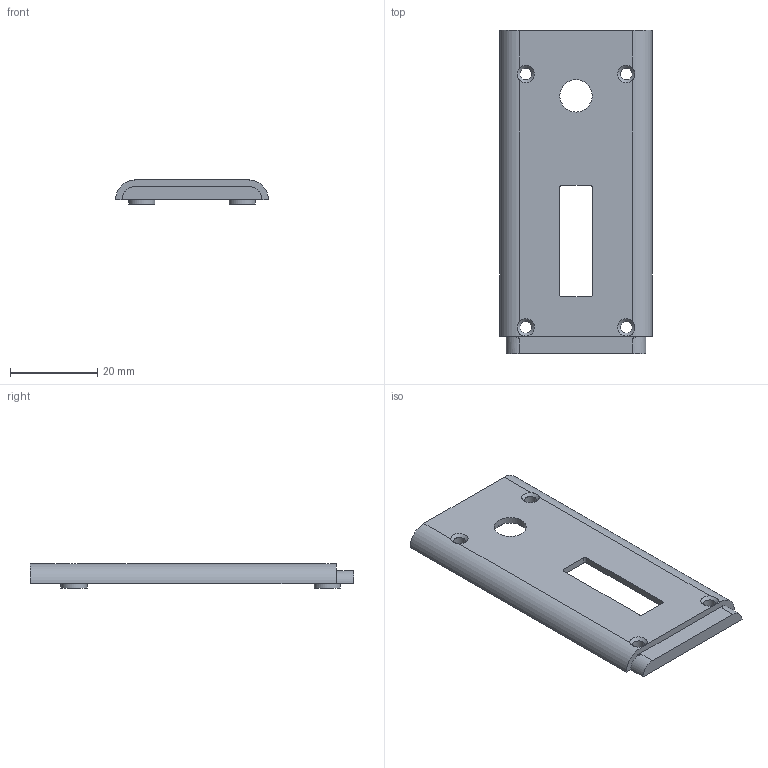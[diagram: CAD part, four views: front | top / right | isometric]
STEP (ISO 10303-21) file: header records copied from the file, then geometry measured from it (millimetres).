
FILE_DESCRIPTION(/* description */ (''),/* implementation_level */ '2;1');
FILE_NAME(/* name */ 'faceplate.stp',/* time_stamp */ '2024-07-29T22:44:26-07:00',/* author */ ('devan'),/* organization */ (''),/* preprocessor_version */ 'ST-DEVELOPER v20',/* originating_system */ 'Autodesk Inventor 2024',/* authorisation */ '');
FILE_SCHEMA (('AUTOMOTIVE_DESIGN { 1 0 10303 214 3 1 1 }'));
Length unit declared in the file: millimetre
Products named in the file (1): faceplate
Bounding box: 35 x 74 x 5.5 mm (x, y, z)
Volume: 4626.6 mm3; surface area: 6821.5 mm2
Topology: 1 solids, 1 shells, 68 faces, 191 edges, 124 vertices
Faces by surface type: plane 41, cylinder 23, cone 4
Full cylindrical faces by diameter (mm): 2.7 x4, 6 x4, 7.4 x1
Entity records: 2344 total; most frequent: CARTESIAN_POINT 503, ORIENTED_EDGE 382, DIRECTION 367, EDGE_CURVE 191, VERTEX_POINT 124, LINE 123, VECTOR 123, AXIS2_PLACEMENT_3D 122
